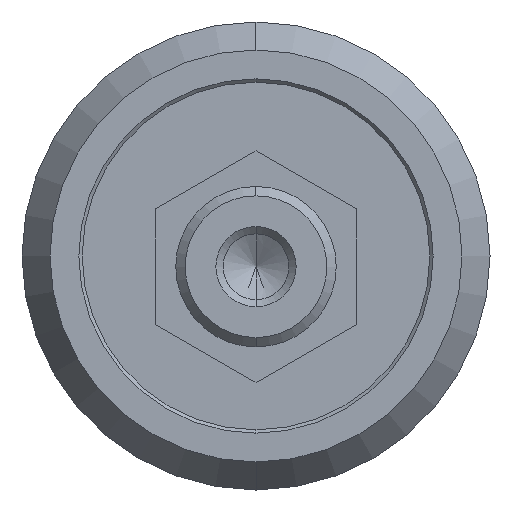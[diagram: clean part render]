
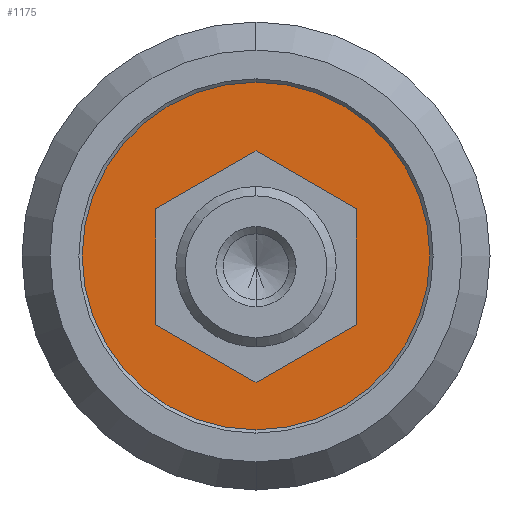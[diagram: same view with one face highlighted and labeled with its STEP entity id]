
A CAD part, left-side view. The second image highlights one B-rep face of the part: STEP entity #1175.
In plain terms, the highlighted planar face has unit normal (-1, 0, 0).
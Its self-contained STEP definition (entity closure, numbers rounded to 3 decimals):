
#13 = VERTEX_POINT ( 'NONE', #27 ) ;
#14 = VERTEX_POINT ( 'NONE', #28 ) ;
#15 = VERTEX_POINT ( 'NONE', #29 ) ;
#16 = VERTEX_POINT ( 'NONE', #30 ) ;
#17 = VERTEX_POINT ( 'NONE', #31 ) ;
#18 = VERTEX_POINT ( 'NONE', #32 ) ;
#27 = CARTESIAN_POINT ( 'NONE',  ( 7., 7.5, -5.13 ) ) ;
#28 = CARTESIAN_POINT ( 'NONE',  ( 7., 0., -9.46 ) ) ;
#29 = CARTESIAN_POINT ( 'NONE',  ( 7., -7.5, -5.13 ) ) ;
#30 = CARTESIAN_POINT ( 'NONE',  ( 7., -7.5, 3.53 ) ) ;
#31 = CARTESIAN_POINT ( 'NONE',  ( 7., 0., 7.86 ) ) ;
#32 = CARTESIAN_POINT ( 'NONE',  ( 7., 7.5, 3.53 ) ) ;
#33 = CARTESIAN_POINT ( 'NONE',  ( 7., 7.5, 0. ) ) ;
#38 = DIRECTION ( 'NONE',  ( 0., 0., -1. ) ) ;
#49 = CARTESIAN_POINT ( 'NONE',  ( 7., 0., 7.86 ) ) ;
#50 = DIRECTION ( 'NONE',  ( 0., 0.866, -0.5 ) ) ;
#81 = CARTESIAN_POINT ( 'NONE',  ( 7., 0., 0. ) ) ;
#82 = DIRECTION ( 'NONE',  ( -1., 0., 0. ) ) ;
#83 = DIRECTION ( 'NONE',  ( 0., 0., 1. ) ) ;
#237 = CARTESIAN_POINT ( 'NONE',  ( 7., 7.5, -5.13 ) ) ;
#238 = DIRECTION ( 'NONE',  ( 0., -0.866, -0.5 ) ) ;
#247 = CARTESIAN_POINT ( 'NONE',  ( 7., 0., 0. ) ) ;
#249 = CARTESIAN_POINT ( 'NONE',  ( 7., 0., -9.46 ) ) ;
#250 = DIRECTION ( 'NONE',  ( 0., -0.866, 0.5 ) ) ;
#253 = CARTESIAN_POINT ( 'NONE',  ( 7., -7.5, 0. ) ) ;
#254 = DIRECTION ( 'NONE',  ( 0., 0., 1. ) ) ;
#257 = CARTESIAN_POINT ( 'NONE',  ( 7., -7.5, 3.53 ) ) ;
#258 = DIRECTION ( 'NONE',  ( 0., 0.866, 0.5 ) ) ;
#262 = DIRECTION ( 'NONE',  ( -1., 0., 0. ) ) ;
#263 = DIRECTION ( 'NONE',  ( 0., 0., 1. ) ) ;
#278 = CARTESIAN_POINT ( 'NONE',  ( 7., 0., 13. ) ) ;
#287 = CARTESIAN_POINT ( 'NONE',  ( 7., 0., -13. ) ) ;
#344 = AXIS2_PLACEMENT_3D ( 'NONE', #81, #82, #83 ) ;
#360 = AXIS2_PLACEMENT_3D ( 'NONE', #247, #262, #263 ) ;
#403 = AXIS2_PLACEMENT_3D ( 'NONE', #556, #566, #567 ) ;
#556 = CARTESIAN_POINT ( 'NONE',  ( 7., 0., 0. ) ) ;
#565 = PLANE ( 'NONE',  #403 ) ;
#566 = DIRECTION ( 'NONE',  ( 1., 0., 0. ) ) ;
#567 = DIRECTION ( 'NONE',  ( 0., 0., -1. ) ) ;
#610 = EDGE_CURVE ( 'NONE', #18, #13, #922, .T. ) ;
#615 = EDGE_CURVE ( 'NONE', #17, #18, #928, .T. ) ;
#628 = EDGE_CURVE ( 'NONE', #689, #688, #953, .T. ) ;
#659 = EDGE_CURVE ( 'NONE', #13, #14, #996, .T. ) ;
#664 = EDGE_CURVE ( 'NONE', #14, #15, #1003, .T. ) ;
#666 = EDGE_CURVE ( 'NONE', #15, #16, #1007, .T. ) ;
#668 = EDGE_CURVE ( 'NONE', #16, #17, #1011, .T. ) ;
#670 = EDGE_CURVE ( 'NONE', #688, #689, #1016, .T. ) ;
#688 = VERTEX_POINT ( 'NONE', #278 ) ;
#689 = VERTEX_POINT ( 'NONE', #287 ) ;
#734 = EDGE_LOOP ( 'NONE', ( #890, #891 ) ) ;
#737 = EDGE_LOOP ( 'NONE', ( #884, #885, #886, #887, #888, #889 ) ) ;
#759 = VECTOR ( 'NONE', #38, 1000. ) ;
#884 = ORIENTED_EDGE ( 'NONE', *, *, #615, .F. ) ;
#885 = ORIENTED_EDGE ( 'NONE', *, *, #668, .F. ) ;
#886 = ORIENTED_EDGE ( 'NONE', *, *, #666, .F. ) ;
#887 = ORIENTED_EDGE ( 'NONE', *, *, #664, .F. ) ;
#888 = ORIENTED_EDGE ( 'NONE', *, *, #659, .F. ) ;
#889 = ORIENTED_EDGE ( 'NONE', *, *, #610, .F. ) ;
#890 = ORIENTED_EDGE ( 'NONE', *, *, #670, .T. ) ;
#891 = ORIENTED_EDGE ( 'NONE', *, *, #628, .T. ) ;
#920 = VECTOR ( 'NONE', #50, 1000. ) ;
#922 = LINE ( 'NONE', #33, #759 ) ;
#928 = LINE ( 'NONE', #49, #920 ) ;
#953 = CIRCLE ( 'NONE', #344, 13. ) ;
#996 = LINE ( 'NONE', #237, #997 ) ;
#997 = VECTOR ( 'NONE', #238, 1000. ) ;
#1003 = LINE ( 'NONE', #249, #1004 ) ;
#1004 = VECTOR ( 'NONE', #250, 1000. ) ;
#1007 = LINE ( 'NONE', #253, #1008 ) ;
#1008 = VECTOR ( 'NONE', #254, 1000. ) ;
#1011 = LINE ( 'NONE', #257, #1012 ) ;
#1012 = VECTOR ( 'NONE', #258, 1000. ) ;
#1016 = CIRCLE ( 'NONE', #360, 13. ) ;
#1099 = FACE_OUTER_BOUND ( 'NONE', #734, .T. ) ;
#1101 = FACE_BOUND ( 'NONE', #737, .T. ) ;
#1175 = ADVANCED_FACE ( 'NONE', ( #1101, #1099 ), #565, .F. ) ;
